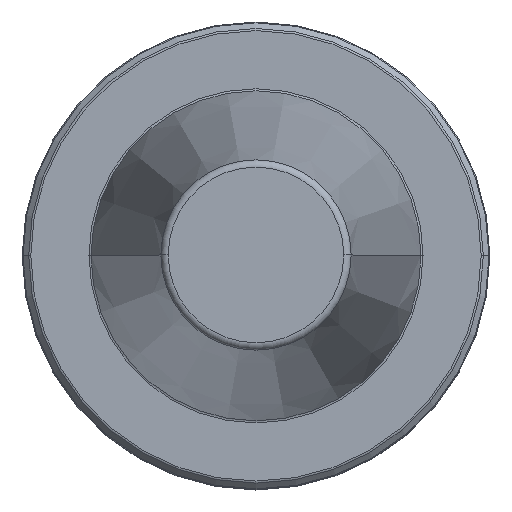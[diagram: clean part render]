
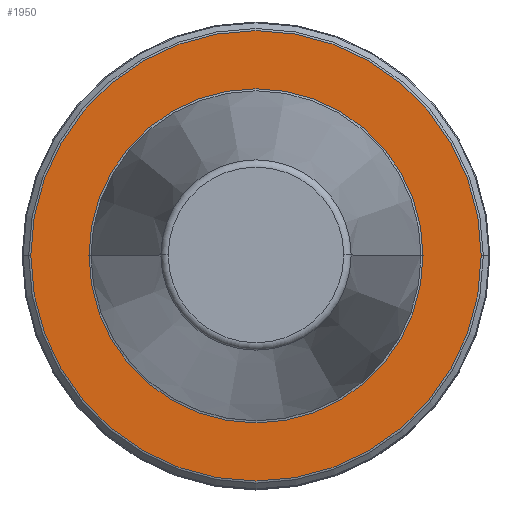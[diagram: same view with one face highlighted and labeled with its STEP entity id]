
A CAD part, top view. The second image highlights one B-rep face of the part: STEP entity #1950.
In plain terms, the highlighted planar face has unit normal (0, 0, 1).
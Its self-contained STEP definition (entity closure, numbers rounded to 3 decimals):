
#62 = EDGE_LOOP ( 'NONE', ( #788, #847 ) ) ;
#69 = CARTESIAN_POINT ( 'NONE',  ( -22.5, 0., -2. ) ) ;
#105 = AXIS2_PLACEMENT_3D ( 'NONE', #261, #676, #990 ) ;
#142 = EDGE_CURVE ( 'NONE', #416, #1153, #1983, .T. ) ;
#164 = AXIS2_PLACEMENT_3D ( 'NONE', #1267, #1372, #1695 ) ;
#217 = CARTESIAN_POINT ( 'NONE',  ( 22.5, 0., -2. ) ) ;
#236 = CIRCLE ( 'NONE', #164, 22.5 ) ;
#261 = CARTESIAN_POINT ( 'NONE',  ( 0., 0., -2. ) ) ;
#299 = AXIS2_PLACEMENT_3D ( 'NONE', #417, #1088, #1724 ) ;
#303 = CIRCLE ( 'NONE', #1504, 30.334 ) ;
#349 = VERTEX_POINT ( 'NONE', #873 ) ;
#360 = DIRECTION ( 'NONE',  ( 0., 0., 1. ) ) ;
#382 = CARTESIAN_POINT ( 'NONE',  ( 0., 0., -2. ) ) ;
#416 = VERTEX_POINT ( 'NONE', #69 ) ;
#417 = CARTESIAN_POINT ( 'NONE',  ( 0., 0., -2. ) ) ;
#520 = DIRECTION ( 'NONE',  ( 1., 0., 0. ) ) ;
#575 = ORIENTED_EDGE ( 'NONE', *, *, #1854, .T. ) ;
#676 = DIRECTION ( 'NONE',  ( 0., 0., 1. ) ) ;
#685 = PLANE ( 'NONE',  #105 ) ;
#788 = ORIENTED_EDGE ( 'NONE', *, *, #1451, .F. ) ;
#812 = AXIS2_PLACEMENT_3D ( 'NONE', #382, #1431, #520 ) ;
#829 = ORIENTED_EDGE ( 'NONE', *, *, #1395, .T. ) ;
#847 = ORIENTED_EDGE ( 'NONE', *, *, #142, .F. ) ;
#873 = CARTESIAN_POINT ( 'NONE',  ( 30.334, 0., -2. ) ) ;
#990 = DIRECTION ( 'NONE',  ( 1., 0., 0. ) ) ;
#1027 = EDGE_LOOP ( 'NONE', ( #575, #829 ) ) ;
#1088 = DIRECTION ( 'NONE',  ( 0., 0., 1. ) ) ;
#1089 = DIRECTION ( 'NONE',  ( 1., 0., 0. ) ) ;
#1153 = VERTEX_POINT ( 'NONE', #217 ) ;
#1267 = CARTESIAN_POINT ( 'NONE',  ( 0., 0., -2. ) ) ;
#1372 = DIRECTION ( 'NONE',  ( 0., 0., 1. ) ) ;
#1395 = EDGE_CURVE ( 'NONE', #1912, #349, #303, .T. ) ;
#1431 = DIRECTION ( 'NONE',  ( 0., 0., 1. ) ) ;
#1451 = EDGE_CURVE ( 'NONE', #1153, #416, #236, .T. ) ;
#1504 = AXIS2_PLACEMENT_3D ( 'NONE', #1926, #360, #1089 ) ;
#1695 = DIRECTION ( 'NONE',  ( 1., 0., 0. ) ) ;
#1724 = DIRECTION ( 'NONE',  ( 1., 0., 0. ) ) ;
#1779 = CARTESIAN_POINT ( 'NONE',  ( -30.334, 0., -2. ) ) ;
#1794 = FACE_OUTER_BOUND ( 'NONE', #1027, .T. ) ;
#1803 = FACE_BOUND ( 'NONE', #62, .T. ) ;
#1854 = EDGE_CURVE ( 'NONE', #349, #1912, #1957, .T. ) ;
#1912 = VERTEX_POINT ( 'NONE', #1779 ) ;
#1926 = CARTESIAN_POINT ( 'NONE',  ( 0., 0., -2. ) ) ;
#1950 = ADVANCED_FACE ( 'NONE', ( #1794, #1803 ), #685, .T. ) ;
#1957 = CIRCLE ( 'NONE', #812, 30.334 ) ;
#1983 = CIRCLE ( 'NONE', #299, 22.5 ) ;
